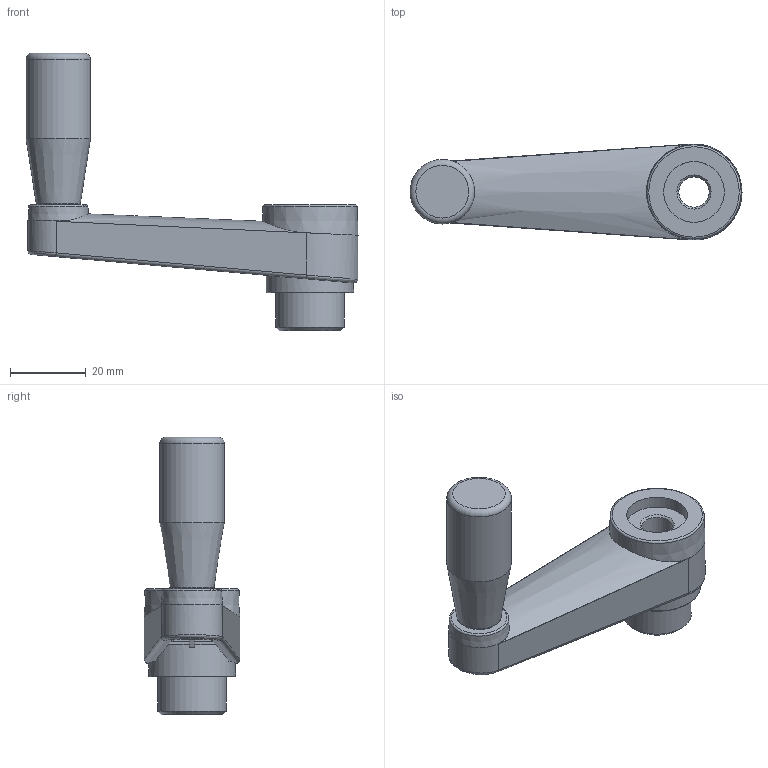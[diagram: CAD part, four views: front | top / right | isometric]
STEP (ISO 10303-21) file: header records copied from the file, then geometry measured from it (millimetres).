
FILE_DESCRIPTION( ( 'Unknown' ), '1' );
FILE_NAME( '6335220_MV065_PM.stp', 'Unknown', ( 'Unknown' ), ( 'Unknown' ), 'PSStep 11.0', 'Unknown', ' ' );
FILE_SCHEMA( ( 'AUTOMOTIVE_DESIGN { 1 0 10303 214 1 1 1 1 }' ) );
Length unit declared in the file: millimetre
Products named in the file (1): 8700269
Bounding box: 87.5 x 25.3 x 73.18 mm (x, y, z)
Volume: 27798.7 mm3; surface area: 13784.4 mm2
Topology: 1 solids, 3 shells, 153 faces, 383 edges, 243 vertices
Faces by surface type: plane 104, cylinder 23, cone 16, bspline 5, torus 5
Full cylindrical faces by diameter (mm): 3.1 x1, 4.8 x1, 5 x1, 5.1 x1, 6 x2, 8 x3, 16 x1, 17 x1, 18 x1, 22.947 x1
Entity records: 6121 total; most frequent: CARTESIAN_POINT 1374, DIRECTION 719, ORIENTED_EDGE 688, EDGE_CURVE 344, AXIS2_PLACEMENT_3D 248, VERTEX_POINT 235, LINE 223, VECTOR 223
